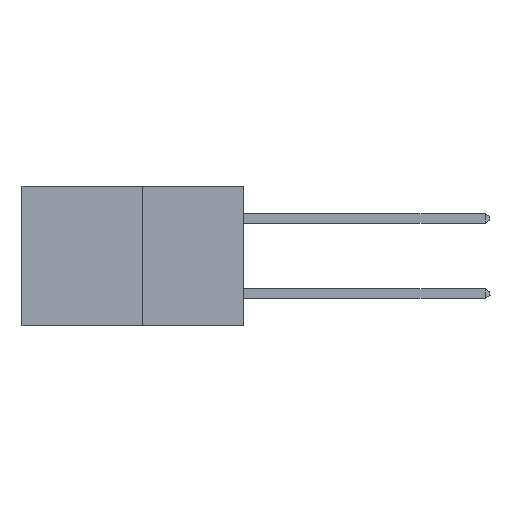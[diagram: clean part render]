
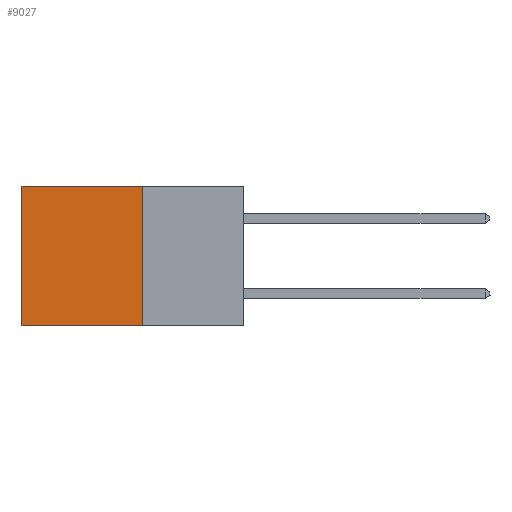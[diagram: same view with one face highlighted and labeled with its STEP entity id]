
A CAD part, left-side view. The second image highlights one B-rep face of the part: STEP entity #9027.
In plain terms, the highlighted planar face has unit normal (-1, 0, 0).
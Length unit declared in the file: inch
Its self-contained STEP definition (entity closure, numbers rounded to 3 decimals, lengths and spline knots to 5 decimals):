
#333 = ORIENTED_EDGE ( 'NONE', *, *, #6761, .T. ) ;
#1218 = CARTESIAN_POINT ( 'NONE',  ( 0.277, 0.59, -0.37 ) ) ;
#2161 = DIRECTION ( 'NONE',  ( 1., 0., 0. ) ) ;
#2172 = VECTOR ( 'NONE', #4051, 39.37008 ) ;
#2851 = FACE_OUTER_BOUND ( 'NONE', #13482, .T. ) ;
#2889 = VERTEX_POINT ( 'NONE', #15567 ) ;
#4051 = DIRECTION ( 'NONE',  ( 0., 1., 0. ) ) ;
#6451 = CARTESIAN_POINT ( 'NONE',  ( 0.277, 0.27, -0.37 ) ) ;
#6761 = EDGE_CURVE ( 'NONE', #19638, #16589, #19186, .T. ) ;
#7431 = CARTESIAN_POINT ( 'NONE',  ( 0.277, 0.59, -0.37 ) ) ;
#8363 = DIRECTION ( 'NONE',  ( 0., 1., 0. ) ) ;
#9027 = ADVANCED_FACE ( 'NONE', ( #2851 ), #9798, .F. ) ;
#9798 = PLANE ( 'NONE',  #14826 ) ;
#10422 = EDGE_CURVE ( 'NONE', #12855, #19638, #12370, .T. ) ;
#10760 = VECTOR ( 'NONE', #24268, 39.37008 ) ;
#12174 = CARTESIAN_POINT ( 'NONE',  ( 0.277, 0.59, 0. ) ) ;
#12370 = LINE ( 'NONE', #13538, #2172 ) ;
#12448 = ORIENTED_EDGE ( 'NONE', *, *, #10422, .T. ) ;
#12581 = ORIENTED_EDGE ( 'NONE', *, *, #13631, .F. ) ;
#12682 = DIRECTION ( 'NONE',  ( 0., 0., -1. ) ) ;
#12855 = VERTEX_POINT ( 'NONE', #17009 ) ;
#13482 = EDGE_LOOP ( 'NONE', ( #333, #12581, #21474, #12448 ) ) ;
#13538 = CARTESIAN_POINT ( 'NONE',  ( 0.277, 0.27, 0. ) ) ;
#13597 = CARTESIAN_POINT ( 'NONE',  ( 0.277, 0.27, -0.37 ) ) ;
#13631 = EDGE_CURVE ( 'NONE', #2889, #16589, #14339, .T. ) ;
#14339 = LINE ( 'NONE', #6451, #14916 ) ;
#14826 = AXIS2_PLACEMENT_3D ( 'NONE', #13597, #2161, #15425 ) ;
#14916 = VECTOR ( 'NONE', #8363, 39.37008 ) ;
#15319 = EDGE_CURVE ( 'NONE', #12855, #2889, #15706, .T. ) ;
#15425 = DIRECTION ( 'NONE',  ( 0., 0., -1. ) ) ;
#15567 = CARTESIAN_POINT ( 'NONE',  ( 0.277, 0.27, -0.37 ) ) ;
#15706 = LINE ( 'NONE', #22272, #10760 ) ;
#16589 = VERTEX_POINT ( 'NONE', #7431 ) ;
#17009 = CARTESIAN_POINT ( 'NONE',  ( 0.277, 0.27, 0. ) ) ;
#18598 = VECTOR ( 'NONE', #12682, 39.37008 ) ;
#19186 = LINE ( 'NONE', #1218, #18598 ) ;
#19638 = VERTEX_POINT ( 'NONE', #12174 ) ;
#21474 = ORIENTED_EDGE ( 'NONE', *, *, #15319, .F. ) ;
#22272 = CARTESIAN_POINT ( 'NONE',  ( 0.277, 0.27, -0.37 ) ) ;
#24268 = DIRECTION ( 'NONE',  ( 0., 0., -1. ) ) ;
